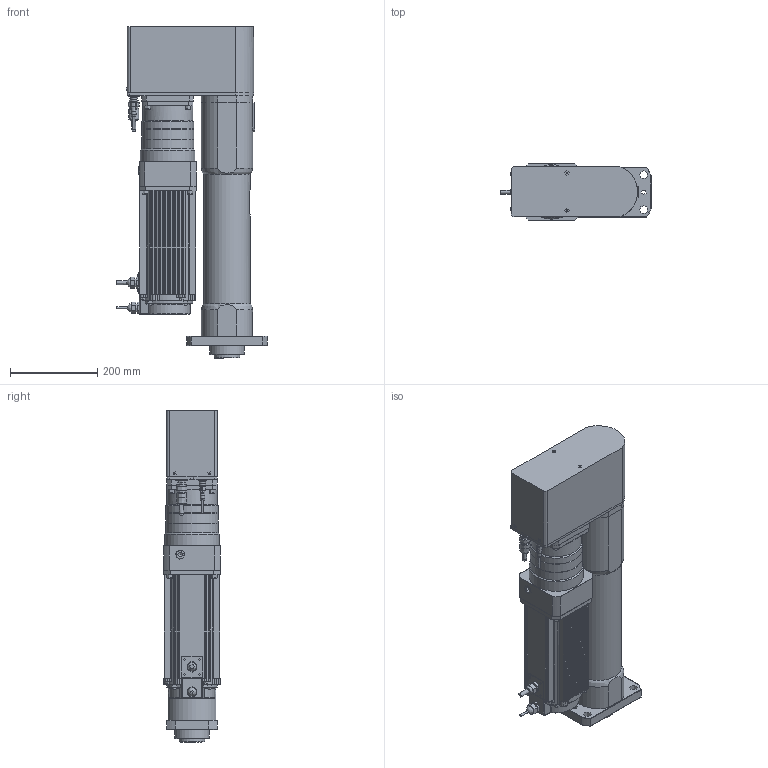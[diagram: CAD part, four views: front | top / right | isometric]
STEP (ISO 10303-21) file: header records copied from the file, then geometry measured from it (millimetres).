
FILE_DESCRIPTION(/* description */ (''),/* implementation_level */ '2;1');
FILE_NAME(/* name */ 'DPS-501R5-20PB_OUTLINE.stp',/* time_stamp */ '2014-10-27T17:14:21+09:00',/* author */ ('tanakayumi'),/* organization */ (''),/* preprocessor_version */ 'ST-DEVELOPER v15.6',/* originating_system */ 'Autodesk Inventor 2015',/* authorisation */ '');
FILE_SCHEMA (('AUTOMOTIVE_DESIGN { 1 0 10303 214 3 1 1 }'));
Length unit declared in the file: millimetre
Products named in the file (3): DPS-501R5-20PB_BODY; DPS-501RM4H-20FB_OUTLINE_ﾗﾑｼﾞｸ; DPS-501R5-20PB_OUTLINE
Bounding box: 345.51 x 130 x 761.5 mm (x, y, z)
Volume: 17471430.9 mm3; surface area: 1036617.7 mm2
Topology: 3 solids, 3 shells, 1416 faces, 3571 edges, 2275 vertices
Faces by surface type: plane 833, cylinder 360, cone 101, torus 57, bspline 54, sphere 11
Full cylindrical faces by diameter (mm): 2.459 x2, 3.242 x4, 4 x5, 4.134 x1, 4.5 x4, 5 x3, 6 x8, 6.647 x12, 8 x4, 8.2 x1, 8.5 x8, 9.3 x1, 9.5 x2, 10 x4, 10.2 x1, 10.5 x1, 10.6 x1, 11 x2, 12 x3, 12.7 x1, 13 x20, 14 x14, 14.5 x1, 14.7 x1, 18 x7, 20.7 x1, 21.909 x1, 23.5 x1, 25.5 x1, 35 x2
Entity records: 45504 total; most frequent: CARTESIAN_POINT 11271, DIRECTION 6753, ORIENTED_EDGE 6570, EDGE_CURVE 3283, AXIS2_PLACEMENT_3D 2399, VERTEX_POINT 2211, LINE 1955, VECTOR 1955
